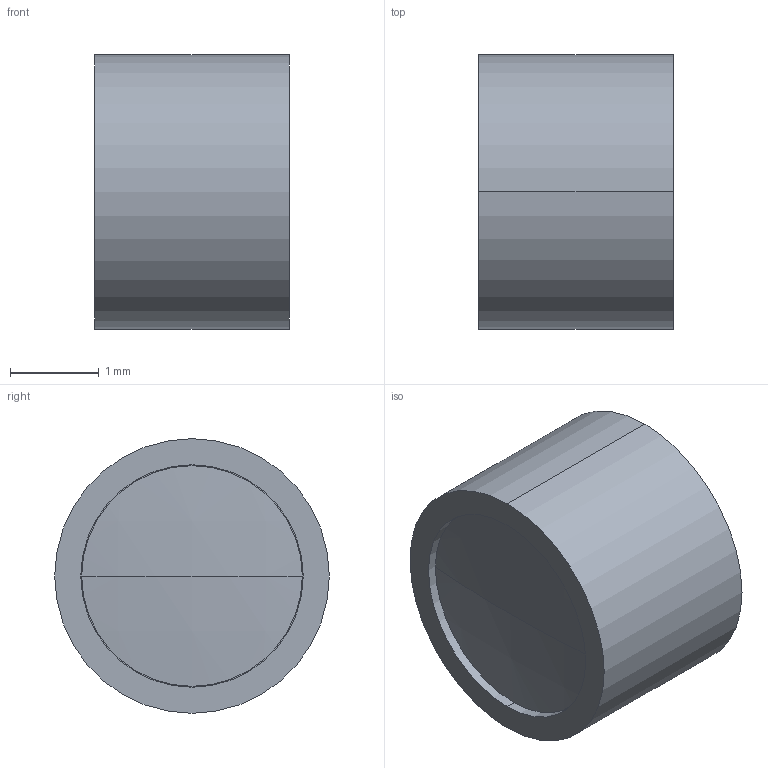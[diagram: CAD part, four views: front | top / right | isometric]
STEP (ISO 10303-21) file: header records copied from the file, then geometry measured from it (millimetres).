
FILE_DESCRIPTION (( 'STEP AP203' ), '1' );
FILE_NAME ('7_Scan lens.STEP', '2020-07-31T03:40:34', ( '' ), ( '' ), 'SwSTEP 2.0', 'SolidWorks 2020', '' );
FILE_SCHEMA (( 'CONFIG_CONTROL_DESIGN' ));
Length unit declared in the file: millimetre
Products named in the file (1): 7_Scan lens
Bounding box: 2.2 x 3.1 x 3.1 mm (x, y, z)
Volume: 14.7 mm3; surface area: 78 mm2
Topology: 3 solids, 3 shells, 24 faces, 46 edges, 28 vertices
Faces by surface type: cylinder 12, sphere 6, plane 4, torus 2
Entity records: 685 total; most frequent: DIRECTION 126, CARTESIAN_POINT 97, ORIENTED_EDGE 88, AXIS2_PLACEMENT_3D 57, EDGE_CURVE 44, CIRCLE 32, VERTEX_POINT 28, EDGE_LOOP 28
